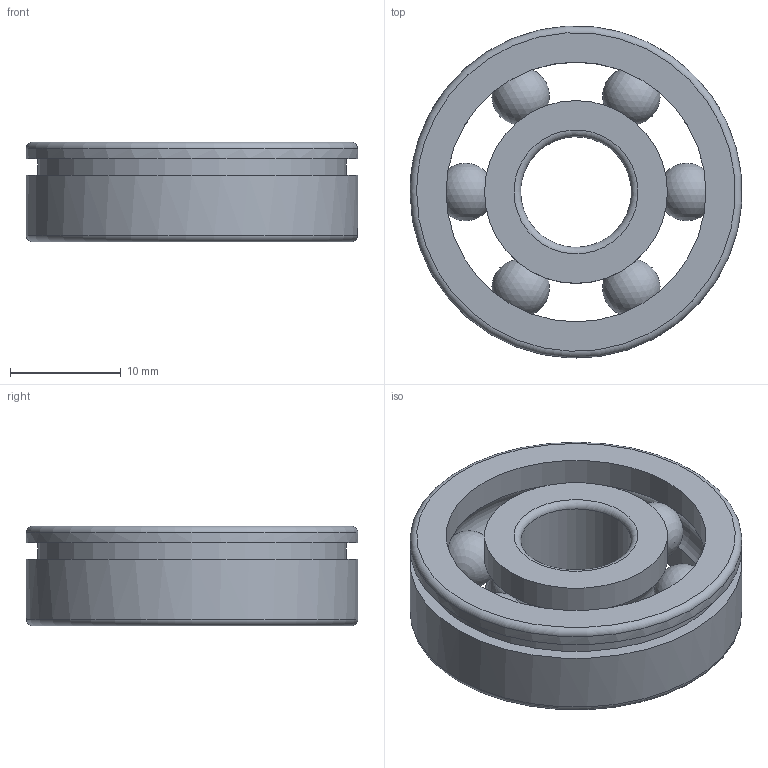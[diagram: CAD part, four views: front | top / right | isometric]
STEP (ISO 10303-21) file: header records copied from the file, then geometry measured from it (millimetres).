
FILE_DESCRIPTION( ('This file contains a STEP AP42 implementation' ,'as created by ZW3D STEP Interface translator.' ,'') ,'2;1' );
FILE_NAME( '迖湍謫粣創.iam.stp' ,'251027.114734', (''), ('ZWCAD Software Co.'), 'Version 1.0', 'ZW3D to STEP translator', '' );
FILE_SCHEMA(('AUTOMOTIVE_DESIGN { 1 0 10303 214 1 1 1 1 }'));
Length unit declared in the file: millimetre
Products named in the file (4): 0; 迖湍謫粣創.iam; 迖湍謫粣創; 幗雄粣創 6200 N GB_T 276-94.ipt
Assembly tree (2 placements, depth 3):
  0
  迖湍謫粣創.iam
    迖湍謫粣創
      幗雄粣創 6200 N GB_T 276-94.ipt
Bounding box: 30 x 30 x 9 mm (x, y, z)
Volume: 3673 mm3; surface area: 3774.1 mm2
Topology: 8 solids, 8 shells, 36 faces, 90 edges, 60 vertices
Faces by surface type: torus 16, cylinder 8, plane 6, sphere 6
Full cylindrical faces by diameter (mm): 10 x1, 16.52 x2, 23.48 x2, 27.84 x1, 30 x2
Entity records: 1168 total; most frequent: DIRECTION 234, CARTESIAN_POINT 181, ORIENTED_EDGE 156, AXIS2_PLACEMENT_3D 113, EDGE_CURVE 78, CIRCLE 70, VERTEX_POINT 60, EDGE_LOOP 42
